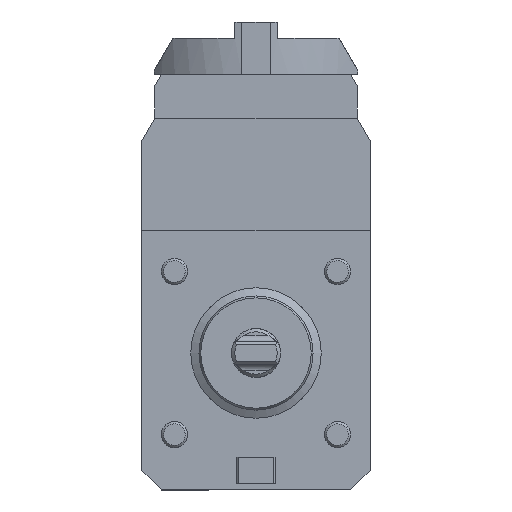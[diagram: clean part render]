
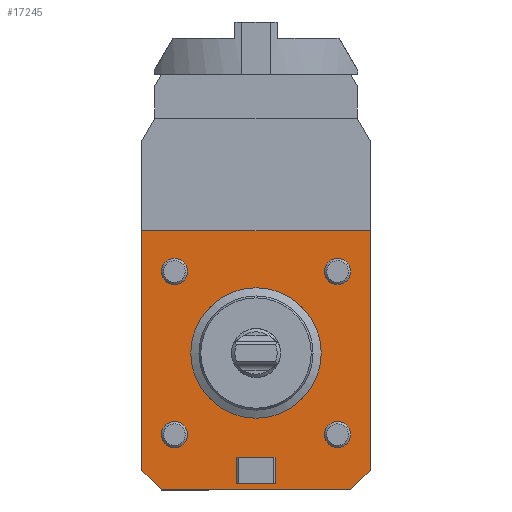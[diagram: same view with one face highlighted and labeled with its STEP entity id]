
A CAD part, front view. The second image highlights one B-rep face of the part: STEP entity #17245.
In plain terms, the highlighted planar face has unit normal (0, -1, 0).
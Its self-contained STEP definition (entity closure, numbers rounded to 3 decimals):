
#14 = EDGE_CURVE ( 'NONE', #17934, #4279, #10938, .T. ) ;
#19 = VECTOR ( 'NONE', #4762, 1000. ) ;
#241 = DIRECTION ( 'NONE',  ( -1., 0., 0. ) ) ;
#1389 = EDGE_CURVE ( 'NONE', #12726, #12726, #8293, .T. ) ;
#1425 = VERTEX_POINT ( 'NONE', #26217 ) ;
#1891 = CIRCLE ( 'NONE', #2765, 4. ) ;
#2006 = EDGE_LOOP ( 'NONE', ( #5556, #7462, #4145, #26152, #21446, #15453 ) ) ;
#2228 = DIRECTION ( 'NONE',  ( 1., 0., 0. ) ) ;
#2239 = VERTEX_POINT ( 'NONE', #7262 ) ;
#2512 = VECTOR ( 'NONE', #25962, 1000. ) ;
#2555 = VERTEX_POINT ( 'NONE', #13696 ) ;
#2629 = CARTESIAN_POINT ( 'NONE',  ( -6., -29., -40. ) ) ;
#2765 = AXIS2_PLACEMENT_3D ( 'NONE', #6390, #24664, #18460 ) ;
#2902 = DIRECTION ( 'NONE',  ( 0., 0., -1. ) ) ;
#3092 = VERTEX_POINT ( 'NONE', #18693 ) ;
#3122 = FACE_BOUND ( 'NONE', #6974, .T. ) ;
#3978 = CARTESIAN_POINT ( 'NONE',  ( 35., -29., -36. ) ) ;
#4145 = ORIENTED_EDGE ( 'NONE', *, *, #13554, .T. ) ;
#4241 = DIRECTION ( 'NONE',  ( 0., -1., 0. ) ) ;
#4279 = VERTEX_POINT ( 'NONE', #14608 ) ;
#4341 = VERTEX_POINT ( 'NONE', #19480 ) ;
#4762 = DIRECTION ( 'NONE',  ( 0.707, 0., -0.707 ) ) ;
#5168 = AXIS2_PLACEMENT_3D ( 'NONE', #16939, #4241, #2228 ) ;
#5229 = CARTESIAN_POINT ( 'NONE',  ( -14.25, -29., -85.25 ) ) ;
#5433 = ORIENTED_EDGE ( 'NONE', *, *, #8781, .F. ) ;
#5525 = FACE_BOUND ( 'NONE', #8749, .T. ) ;
#5534 = DIRECTION ( 'NONE',  ( -1., 0., 0. ) ) ;
#5556 = ORIENTED_EDGE ( 'NONE', *, *, #20981, .T. ) ;
#5785 = CARTESIAN_POINT ( 'NONE',  ( 29., -29., -42. ) ) ;
#5865 = EDGE_CURVE ( 'NONE', #3092, #17934, #10537, .T. ) ;
#6184 = VERTEX_POINT ( 'NONE', #5785 ) ;
#6307 = AXIS2_PLACEMENT_3D ( 'NONE', #7303, #13912, #21765 ) ;
#6390 = CARTESIAN_POINT ( 'NONE',  ( -25., -29., -25. ) ) ;
#6408 = DIRECTION ( 'NONE',  ( 1., 0., 0. ) ) ;
#6657 = EDGE_LOOP ( 'NONE', ( #5433 ) ) ;
#6974 = EDGE_LOOP ( 'NONE', ( #14978 ) ) ;
#7143 = LINE ( 'NONE', #5229, #19592 ) ;
#7262 = CARTESIAN_POINT ( 'NONE',  ( 6., -29., -40. ) ) ;
#7303 = CARTESIAN_POINT ( 'NONE',  ( 0., -29., -99.5 ) ) ;
#7363 = ORIENTED_EDGE ( 'NONE', *, *, #14725, .F. ) ;
#7462 = ORIENTED_EDGE ( 'NONE', *, *, #23957, .T. ) ;
#7574 = FACE_BOUND ( 'NONE', #6657, .T. ) ;
#7943 = VECTOR ( 'NONE', #11633, 1000. ) ;
#8104 = DIRECTION ( 'NONE',  ( 1., 0., 0. ) ) ;
#8255 = CIRCLE ( 'NONE', #10017, 4. ) ;
#8293 = CIRCLE ( 'NONE', #22236, 4. ) ;
#8412 = EDGE_LOOP ( 'NONE', ( #9338, #10662, #21823, #16668 ) ) ;
#8729 = DIRECTION ( 'NONE',  ( 0., -1., 0. ) ) ;
#8749 = EDGE_LOOP ( 'NONE', ( #24665 ) ) ;
#8781 = EDGE_CURVE ( 'NONE', #16674, #16674, #8255, .T. ) ;
#9338 = ORIENTED_EDGE ( 'NONE', *, *, #22331, .F. ) ;
#9683 = CARTESIAN_POINT ( 'NONE',  ( -6., -29., -32. ) ) ;
#9731 = ORIENTED_EDGE ( 'NONE', *, *, #20662, .F. ) ;
#10017 = AXIS2_PLACEMENT_3D ( 'NONE', #17086, #8729, #6408 ) ;
#10118 = CARTESIAN_POINT ( 'NONE',  ( 0., -29., 19.854 ) ) ;
#10377 = CARTESIAN_POINT ( 'NONE',  ( -21., -29., 25. ) ) ;
#10487 = DIRECTION ( 'NONE',  ( 0., -1., 0. ) ) ;
#10537 = LINE ( 'NONE', #18886, #20056 ) ;
#10662 = ORIENTED_EDGE ( 'NONE', *, *, #18381, .T. ) ;
#10938 = LINE ( 'NONE', #2629, #21154 ) ;
#11293 = FACE_BOUND ( 'NONE', #8412, .T. ) ;
#11551 = VECTOR ( 'NONE', #24651, 1000. ) ;
#11633 = DIRECTION ( 'NONE',  ( 0., 0., 1. ) ) ;
#12187 = VERTEX_POINT ( 'NONE', #26690 ) ;
#12444 = CARTESIAN_POINT ( 'NONE',  ( -35., -29., 72. ) ) ;
#12726 = VERTEX_POINT ( 'NONE', #10377 ) ;
#13101 = FACE_BOUND ( 'NONE', #15608, .T. ) ;
#13554 = EDGE_CURVE ( 'NONE', #18975, #2555, #15823, .T. ) ;
#13696 = CARTESIAN_POINT ( 'NONE',  ( 35., -29., 37.5 ) ) ;
#13912 = DIRECTION ( 'NONE',  ( 0., -1., 0. ) ) ;
#14067 = CIRCLE ( 'NONE', #24446, 19.854 ) ;
#14108 = LINE ( 'NONE', #20509, #7943 ) ;
#14403 = EDGE_CURVE ( 'NONE', #16442, #16442, #14067, .T. ) ;
#14608 = CARTESIAN_POINT ( 'NONE',  ( -6., -29., -40. ) ) ;
#14653 = CARTESIAN_POINT ( 'NONE',  ( 29., -29., 25. ) ) ;
#14725 = EDGE_CURVE ( 'NONE', #22769, #22769, #1891, .T. ) ;
#14978 = ORIENTED_EDGE ( 'NONE', *, *, #1389, .F. ) ;
#15337 = CARTESIAN_POINT ( 'NONE',  ( 14.25, -29., -85.25 ) ) ;
#15433 = DIRECTION ( 'NONE',  ( 1., 0., 0. ) ) ;
#15453 = ORIENTED_EDGE ( 'NONE', *, *, #23287, .T. ) ;
#15608 = EDGE_LOOP ( 'NONE', ( #7363 ) ) ;
#15823 = LINE ( 'NONE', #23796, #2512 ) ;
#15964 = FACE_OUTER_BOUND ( 'NONE', #2006, .T. ) ;
#16271 = VECTOR ( 'NONE', #8104, 1000. ) ;
#16349 = VECTOR ( 'NONE', #5534, 1000. ) ;
#16442 = VERTEX_POINT ( 'NONE', #10118 ) ;
#16668 = ORIENTED_EDGE ( 'NONE', *, *, #5865, .F. ) ;
#16674 = VERTEX_POINT ( 'NONE', #14653 ) ;
#16939 = CARTESIAN_POINT ( 'NONE',  ( 25., -29., -25. ) ) ;
#17086 = CARTESIAN_POINT ( 'NONE',  ( 25., -29., 25. ) ) ;
#17245 = ADVANCED_FACE ( 'Defeature completata1_159', ( #13101, #15964, #17858, #5525, #3122, #7574, #11293 ), #24201, .T. ) ;
#17613 = VECTOR ( 'NONE', #15433, 1000. ) ;
#17858 = FACE_BOUND ( 'NONE', #18079, .T. ) ;
#17934 = VERTEX_POINT ( 'NONE', #9683 ) ;
#18039 = EDGE_CURVE ( 'NONE', #18193, #1425, #18713, .T. ) ;
#18079 = EDGE_LOOP ( 'NONE', ( #9731 ) ) ;
#18193 = VERTEX_POINT ( 'NONE', #19380 ) ;
#18283 = EDGE_CURVE ( 'NONE', #18193, #2555, #18965, .T. ) ;
#18381 = EDGE_CURVE ( 'NONE', #2239, #4279, #19240, .T. ) ;
#18418 = DIRECTION ( 'NONE',  ( 0., 0., 1. ) ) ;
#18460 = DIRECTION ( 'NONE',  ( 1., 0., 0. ) ) ;
#18693 = CARTESIAN_POINT ( 'NONE',  ( 6., -29., -32. ) ) ;
#18713 = LINE ( 'NONE', #12444, #11551 ) ;
#18832 = DIRECTION ( 'NONE',  ( 1., 0., 0. ) ) ;
#18886 = CARTESIAN_POINT ( 'NONE',  ( 19.25, -29., -32. ) ) ;
#18965 = LINE ( 'NONE', #25565, #17613 ) ;
#18975 = VERTEX_POINT ( 'NONE', #3978 ) ;
#19240 = LINE ( 'NONE', #22035, #16349 ) ;
#19380 = CARTESIAN_POINT ( 'NONE',  ( -35., -29., 37.5 ) ) ;
#19480 = CARTESIAN_POINT ( 'NONE',  ( -29., -29., -42. ) ) ;
#19482 = DIRECTION ( 'NONE',  ( 0.707, 0., 0.707 ) ) ;
#19592 = VECTOR ( 'NONE', #19482, 1000. ) ;
#20056 = VECTOR ( 'NONE', #241, 1000. ) ;
#20328 = DIRECTION ( 'NONE',  ( 0., 1., 0. ) ) ;
#20461 = CARTESIAN_POINT ( 'NONE',  ( 0., -29., 0. ) ) ;
#20509 = CARTESIAN_POINT ( 'NONE',  ( 6., -29., -40. ) ) ;
#20662 = EDGE_CURVE ( 'NONE', #12187, #12187, #23887, .T. ) ;
#20868 = CARTESIAN_POINT ( 'NONE',  ( -25., -29., 25. ) ) ;
#20981 = EDGE_CURVE ( 'NONE', #4341, #6184, #26609, .T. ) ;
#21154 = VECTOR ( 'NONE', #2902, 1000. ) ;
#21446 = ORIENTED_EDGE ( 'NONE', *, *, #18039, .T. ) ;
#21765 = DIRECTION ( 'NONE',  ( 0., 0., -1. ) ) ;
#21823 = ORIENTED_EDGE ( 'NONE', *, *, #14, .F. ) ;
#22035 = CARTESIAN_POINT ( 'NONE',  ( 0., -29., -40. ) ) ;
#22236 = AXIS2_PLACEMENT_3D ( 'NONE', #20868, #10487, #18832 ) ;
#22331 = EDGE_CURVE ( 'NONE', #2239, #3092, #14108, .T. ) ;
#22692 = CARTESIAN_POINT ( 'NONE',  ( 35., -29., -42. ) ) ;
#22769 = VERTEX_POINT ( 'NONE', #24529 ) ;
#23287 = EDGE_CURVE ( 'NONE', #1425, #4341, #25593, .T. ) ;
#23796 = CARTESIAN_POINT ( 'NONE',  ( 35., -29., 72. ) ) ;
#23887 = CIRCLE ( 'NONE', #5168, 4. ) ;
#23957 = EDGE_CURVE ( 'NONE', #6184, #18975, #7143, .T. ) ;
#24201 = PLANE ( 'NONE',  #6307 ) ;
#24446 = AXIS2_PLACEMENT_3D ( 'NONE', #20461, #20328, #18418 ) ;
#24529 = CARTESIAN_POINT ( 'NONE',  ( -21., -29., -25. ) ) ;
#24651 = DIRECTION ( 'NONE',  ( 0., 0., -1. ) ) ;
#24664 = DIRECTION ( 'NONE',  ( 0., -1., 0. ) ) ;
#24665 = ORIENTED_EDGE ( 'NONE', *, *, #14403, .T. ) ;
#25565 = CARTESIAN_POINT ( 'NONE',  ( 44.826, -29., 37.5 ) ) ;
#25593 = LINE ( 'NONE', #15337, #19 ) ;
#25962 = DIRECTION ( 'NONE',  ( 0., 0., 1. ) ) ;
#26152 = ORIENTED_EDGE ( 'NONE', *, *, #18283, .F. ) ;
#26217 = CARTESIAN_POINT ( 'NONE',  ( -35., -29., -36. ) ) ;
#26609 = LINE ( 'NONE', #22692, #16271 ) ;
#26690 = CARTESIAN_POINT ( 'NONE',  ( 29., -29., -25. ) ) ;
